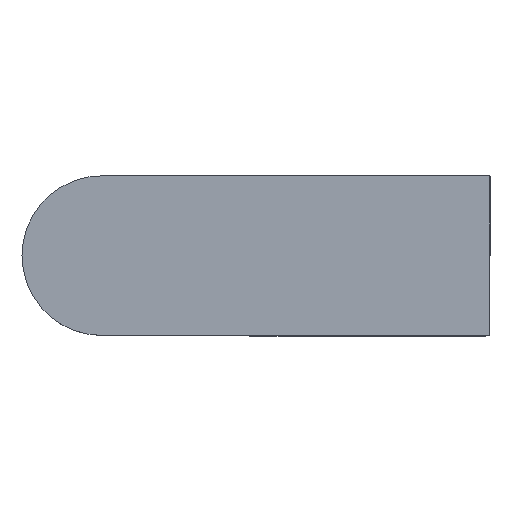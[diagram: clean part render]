
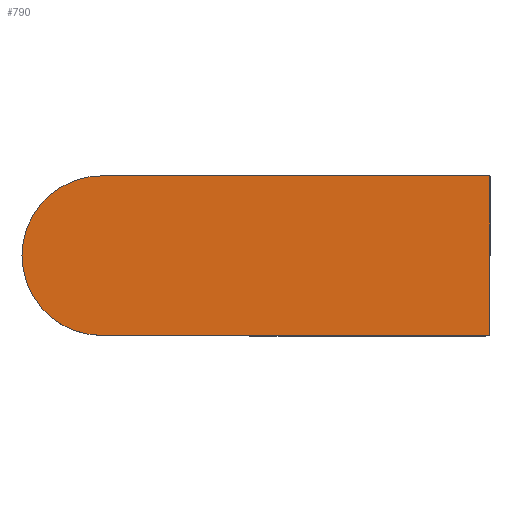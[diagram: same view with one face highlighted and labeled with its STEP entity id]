
A CAD part, top view. The second image highlights one B-rep face of the part: STEP entity #790.
In plain terms, the highlighted planar face has unit normal (0, 0, 1).
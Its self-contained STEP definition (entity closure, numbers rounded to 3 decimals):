
#28 = VECTOR ( 'NONE', #757, 1000. ) ;
#72 = DIRECTION ( 'NONE',  ( 0., 0., 1. ) ) ;
#87 = EDGE_CURVE ( 'NONE', #446, #742, #799, .T. ) ;
#88 = VERTEX_POINT ( 'NONE', #142 ) ;
#119 = CARTESIAN_POINT ( 'NONE',  ( 24.891, -15., 100. ) ) ;
#128 = VECTOR ( 'NONE', #404, 1000. ) ;
#131 = CARTESIAN_POINT ( 'NONE',  ( 0., 15., 100. ) ) ;
#132 = CARTESIAN_POINT ( 'NONE',  ( 73., 15., 100. ) ) ;
#142 = CARTESIAN_POINT ( 'NONE',  ( 73., -15., 100. ) ) ;
#176 = LINE ( 'NONE', #511, #28 ) ;
#215 = CARTESIAN_POINT ( 'NONE',  ( -15., 0., 100. ) ) ;
#219 = AXIS2_PLACEMENT_3D ( 'NONE', #568, #72, #626 ) ;
#238 = PLANE ( 'NONE',  #464 ) ;
#243 = EDGE_CURVE ( 'NONE', #742, #803, #747, .T. ) ;
#263 = LINE ( 'NONE', #652, #128 ) ;
#275 = VERTEX_POINT ( 'NONE', #132 ) ;
#284 = VECTOR ( 'NONE', #758, 1000. ) ;
#300 = AXIS2_PLACEMENT_3D ( 'NONE', #455, #314, #382 ) ;
#308 = LINE ( 'NONE', #119, #284 ) ;
#314 = DIRECTION ( 'NONE',  ( 0., 0., 1. ) ) ;
#348 = EDGE_LOOP ( 'NONE', ( #792, #442, #721, #651, #622 ) ) ;
#354 = FACE_OUTER_BOUND ( 'NONE', #348, .T. ) ;
#382 = DIRECTION ( 'NONE',  ( 1., 0., 0. ) ) ;
#404 = DIRECTION ( 'NONE',  ( 0., 1., 0. ) ) ;
#430 = EDGE_CURVE ( 'NONE', #275, #446, #176, .T. ) ;
#442 = ORIENTED_EDGE ( 'NONE', *, *, #87, .T. ) ;
#446 = VERTEX_POINT ( 'NONE', #131 ) ;
#455 = CARTESIAN_POINT ( 'NONE',  ( 0., 0., 100. ) ) ;
#464 = AXIS2_PLACEMENT_3D ( 'NONE', #665, #730, #482 ) ;
#482 = DIRECTION ( 'NONE',  ( 1., 0., 0. ) ) ;
#511 = CARTESIAN_POINT ( 'NONE',  ( 0., 15., 100. ) ) ;
#544 = CARTESIAN_POINT ( 'NONE',  ( 0., -15., 100. ) ) ;
#568 = CARTESIAN_POINT ( 'NONE',  ( 0., 0., 100. ) ) ;
#594 = EDGE_CURVE ( 'NONE', #88, #275, #263, .T. ) ;
#622 = ORIENTED_EDGE ( 'NONE', *, *, #594, .T. ) ;
#626 = DIRECTION ( 'NONE',  ( 1., 0., 0. ) ) ;
#651 = ORIENTED_EDGE ( 'NONE', *, *, #743, .T. ) ;
#652 = CARTESIAN_POINT ( 'NONE',  ( 73., 15., 100. ) ) ;
#665 = CARTESIAN_POINT ( 'NONE',  ( 0., 0., 100. ) ) ;
#721 = ORIENTED_EDGE ( 'NONE', *, *, #243, .T. ) ;
#730 = DIRECTION ( 'NONE',  ( 0., 0., 1. ) ) ;
#742 = VERTEX_POINT ( 'NONE', #215 ) ;
#743 = EDGE_CURVE ( 'NONE', #803, #88, #308, .T. ) ;
#747 = CIRCLE ( 'NONE', #219, 15. ) ;
#757 = DIRECTION ( 'NONE',  ( -1., 0., 0. ) ) ;
#758 = DIRECTION ( 'NONE',  ( 1., 0., 0. ) ) ;
#790 = ADVANCED_FACE ( 'NONE', ( #354 ), #238, .T. ) ;
#792 = ORIENTED_EDGE ( 'NONE', *, *, #430, .T. ) ;
#799 = CIRCLE ( 'NONE', #300, 15. ) ;
#803 = VERTEX_POINT ( 'NONE', #544 ) ;
